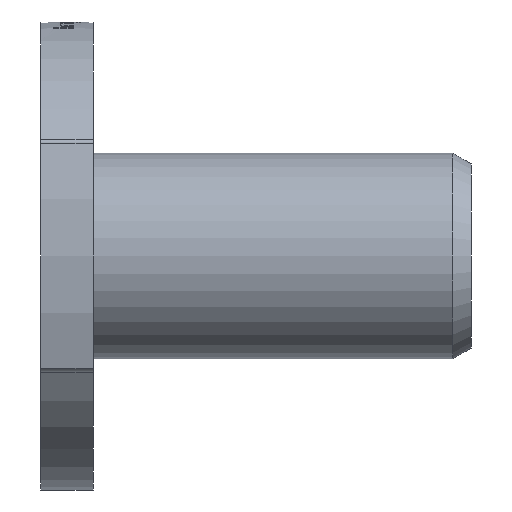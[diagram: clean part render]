
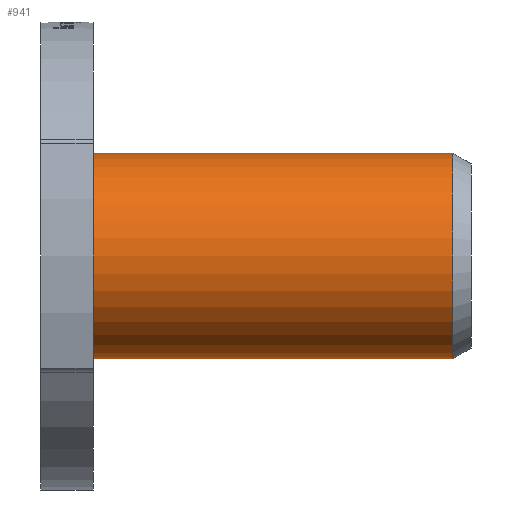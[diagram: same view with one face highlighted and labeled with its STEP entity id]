
A CAD part, left-side view. The second image highlights one B-rep face of the part: STEP entity #941.
In plain terms, the highlighted cylindrical face has radius 2.75 mm (diameter 5.5 mm), a partial arc.
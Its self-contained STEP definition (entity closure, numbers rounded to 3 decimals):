
#82 = VERTEX_POINT ( 'NONE', #3594 ) ;
#84 = VECTOR ( 'NONE', #1719, 1000. ) ;
#113 = EDGE_CURVE ( 'NONE', #82, #205, #3100, .T. ) ;
#205 = VERTEX_POINT ( 'NONE', #3345 ) ;
#207 = LINE ( 'NONE', #2002, #3805 ) ;
#268 = ORIENTED_EDGE ( 'NONE', *, *, #2343, .T. ) ;
#308 = FACE_OUTER_BOUND ( 'NONE', #3761, .T. ) ;
#695 = ORIENTED_EDGE ( 'NONE', *, *, #3423, .T. ) ;
#750 = VERTEX_POINT ( 'NONE', #3288 ) ;
#755 = CYLINDRICAL_SURFACE ( 'NONE', #3534, 2.75 ) ;
#896 = ORIENTED_EDGE ( 'NONE', *, *, #2180, .F. ) ;
#941 = ADVANCED_FACE ( 'Defeature ausgef�hrt1_1', ( #308 ), #755, .T. ) ;
#1207 = DIRECTION ( 'NONE',  ( 0., 0., 1. ) ) ;
#1253 = CARTESIAN_POINT ( 'NONE',  ( 0., -10., 2.75 ) ) ;
#1388 = CARTESIAN_POINT ( 'NONE',  ( 0., 0., -2.75 ) ) ;
#1719 = DIRECTION ( 'NONE',  ( 0., 1., 0. ) ) ;
#1791 = CARTESIAN_POINT ( 'NONE',  ( 0., -10., 0. ) ) ;
#1953 = CIRCLE ( 'NONE', #2569, 2.75 ) ;
#1989 = ORIENTED_EDGE ( 'NONE', *, *, #113, .F. ) ;
#2002 = CARTESIAN_POINT ( 'NONE',  ( 0., 0., 2.75 ) ) ;
#2113 = DIRECTION ( 'NONE',  ( 0., 0., 1. ) ) ;
#2180 = EDGE_CURVE ( 'Defeature ausgef�hrt1_0+Defeature ausgef�hrt1_1+Defeature ausgef�hrt1_1+Defeature ausgef�hrt1_1', #205, #750, #3512, .T. ) ;
#2343 = EDGE_CURVE ( 'NONE', #2652, #750, #207, .T. ) ;
#2569 = AXIS2_PLACEMENT_3D ( 'NONE', #1791, #3984, #2113 ) ;
#2583 = DIRECTION ( 'NONE',  ( 0., 1., 0. ) ) ;
#2603 = CARTESIAN_POINT ( 'NONE',  ( 0., -0.4, 0. ) ) ;
#2638 = DIRECTION ( 'NONE',  ( 0., 1., 0. ) ) ;
#2652 = VERTEX_POINT ( 'NONE', #1253 ) ;
#3074 = CARTESIAN_POINT ( 'NONE',  ( 0., 0., 0. ) ) ;
#3100 = LINE ( 'NONE', #1388, #84 ) ;
#3150 = AXIS2_PLACEMENT_3D ( 'NONE', #2603, #2583, #3526 ) ;
#3288 = CARTESIAN_POINT ( 'NONE',  ( 0., -0.4, 2.75 ) ) ;
#3345 = CARTESIAN_POINT ( 'NONE',  ( 0., -0.4, -2.75 ) ) ;
#3423 = EDGE_CURVE ( 'Defeature ausgef�hrt1_1+Defeature ausgef�hrt1_2+Defeature ausgef�hrt1_2+Defeature ausgef�hrt1_2', #82, #2652, #1953, .T. ) ;
#3512 = CIRCLE ( 'NONE', #3150, 2.75 ) ;
#3526 = DIRECTION ( 'NONE',  ( 0., 0., 1. ) ) ;
#3534 = AXIS2_PLACEMENT_3D ( 'NONE', #3074, #4006, #1207 ) ;
#3594 = CARTESIAN_POINT ( 'NONE',  ( 0., -10., -2.75 ) ) ;
#3761 = EDGE_LOOP ( 'NONE', ( #1989, #695, #268, #896 ) ) ;
#3805 = VECTOR ( 'NONE', #2638, 1000. ) ;
#3984 = DIRECTION ( 'NONE',  ( 0., 1., 0. ) ) ;
#4006 = DIRECTION ( 'NONE',  ( 0., 1., 0. ) ) ;
